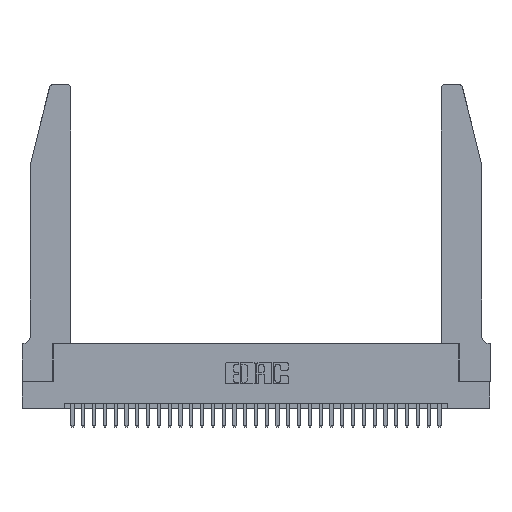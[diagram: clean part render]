
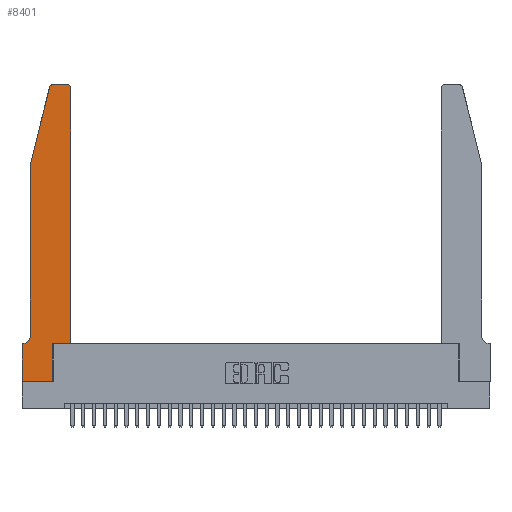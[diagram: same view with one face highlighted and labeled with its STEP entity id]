
A CAD part, top view. The second image highlights one B-rep face of the part: STEP entity #8401.
In plain terms, the highlighted planar face has unit normal (0, 0, 1).
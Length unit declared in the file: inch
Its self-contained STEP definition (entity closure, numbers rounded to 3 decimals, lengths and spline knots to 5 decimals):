
#119 = FACE_OUTER_BOUND ( 'NONE', #27228, .T. ) ;
#380 = VERTEX_POINT ( 'NONE', #5552 ) ;
#1224 = EDGE_CURVE ( 'NONE', #27890, #26234, #31799, .T. ) ;
#1440 = LINE ( 'NONE', #26585, #28037 ) ;
#1661 = ORIENTED_EDGE ( 'NONE', *, *, #6743, .T. ) ;
#2276 = ORIENTED_EDGE ( 'NONE', *, *, #8405, .T. ) ;
#2438 = DIRECTION ( 'NONE',  ( 0., 0., -1. ) ) ;
#3278 = CARTESIAN_POINT ( 'NONE',  ( 0., 0., 0.37 ) ) ;
#3826 = VECTOR ( 'NONE', #5847, 39.37008 ) ;
#4718 = ORIENTED_EDGE ( 'NONE', *, *, #15936, .T. ) ;
#4938 = DIRECTION ( 'NONE',  ( 1., 0., 0. ) ) ;
#5552 = CARTESIAN_POINT ( 'NONE',  ( 0.25487, 2.72718, 0.37 ) ) ;
#5640 = CARTESIAN_POINT ( 'NONE',  ( 0.0755, 0.42, 0.37 ) ) ;
#5847 = DIRECTION ( 'NONE',  ( 0., -1., 0. ) ) ;
#6158 = LINE ( 'NONE', #20366, #13861 ) ;
#6743 = EDGE_CURVE ( 'NONE', #28408, #27932, #1440, .T. ) ;
#7239 = CARTESIAN_POINT ( 'NONE',  ( 0., 0.35, 0.37 ) ) ;
#7643 = DIRECTION ( 'NONE',  ( 0., -1., 0. ) ) ;
#7877 = DIRECTION ( 'NONE',  ( 0., 1., 0. ) ) ;
#8033 = CARTESIAN_POINT ( 'NONE',  ( 0.4205, 2.72, 0.37 ) ) ;
#8194 = CARTESIAN_POINT ( 'NONE',  ( 0.4505, 2.72, 0.37 ) ) ;
#8401 = ADVANCED_FACE ( 'NONE', ( #119 ), #10023, .T. ) ;
#8405 = EDGE_CURVE ( 'NONE', #15544, #27890, #6158, .T. ) ;
#8853 = CIRCLE ( 'NONE', #31999, 0.03 ) ;
#10023 = PLANE ( 'NONE',  #12300 ) ;
#10631 = DIRECTION ( 'NONE',  ( 1., 0., 0. ) ) ;
#10689 = LINE ( 'NONE', #3278, #3826 ) ;
#10763 = CARTESIAN_POINT ( 'NONE',  ( 0., 0., 0.37 ) ) ;
#11056 = AXIS2_PLACEMENT_3D ( 'NONE', #30069, #14735, #32646 ) ;
#11465 = VECTOR ( 'NONE', #7643, 39.37008 ) ;
#11816 = EDGE_CURVE ( 'NONE', #14234, #380, #32038, .T. ) ;
#12300 = AXIS2_PLACEMENT_3D ( 'NONE', #28025, #30580, #15234 ) ;
#12532 = ORIENTED_EDGE ( 'NONE', *, *, #16650, .T. ) ;
#12548 = CARTESIAN_POINT ( 'NONE',  ( 0.2605, 2.75, 0.37 ) ) ;
#12813 = EDGE_CURVE ( 'NONE', #18271, #15544, #10689, .T. ) ;
#12986 = ORIENTED_EDGE ( 'NONE', *, *, #13240, .T. ) ;
#13094 = ORIENTED_EDGE ( 'NONE', *, *, #25965, .T. ) ;
#13240 = EDGE_CURVE ( 'NONE', #13774, #31865, #18305, .T. ) ;
#13774 = VERTEX_POINT ( 'NONE', #26379 ) ;
#13861 = VECTOR ( 'NONE', #4938, 39.37008 ) ;
#14234 = VERTEX_POINT ( 'NONE', #30711 ) ;
#14735 = DIRECTION ( 'NONE',  ( 0., 0., 1. ) ) ;
#14925 = VECTOR ( 'NONE', #28045, 39.37008 ) ;
#15046 = DIRECTION ( 'NONE',  ( 1., 0., 0. ) ) ;
#15234 = DIRECTION ( 'NONE',  ( 1., 0., 0. ) ) ;
#15325 = LINE ( 'NONE', #20299, #28157 ) ;
#15544 = VERTEX_POINT ( 'NONE', #10763 ) ;
#15936 = EDGE_CURVE ( 'NONE', #25056, #14234, #30150, .T. ) ;
#15937 = DIRECTION ( 'NONE',  ( -1., 0., 0. ) ) ;
#16650 = EDGE_CURVE ( 'NONE', #27932, #25056, #8853, .T. ) ;
#17673 = EDGE_CURVE ( 'NONE', #31865, #23922, #30050, .T. ) ;
#17763 = ORIENTED_EDGE ( 'NONE', *, *, #17673, .T. ) ;
#17866 = CARTESIAN_POINT ( 'NONE',  ( 0.0055, 0.42, 0.37 ) ) ;
#18219 = CARTESIAN_POINT ( 'NONE',  ( 0.2865, 0., 0.37 ) ) ;
#18271 = VERTEX_POINT ( 'NONE', #7239 ) ;
#18305 = LINE ( 'NONE', #25667, #11465 ) ;
#18306 = CARTESIAN_POINT ( 'NONE',  ( 0.0055, 0.35, 0.37 ) ) ;
#18954 = DIRECTION ( 'NONE',  ( 0., 1., 0. ) ) ;
#19025 = VECTOR ( 'NONE', #15937, 39.37008 ) ;
#19146 = AXIS2_PLACEMENT_3D ( 'NONE', #17866, #2438, #20443 ) ;
#20119 = ORIENTED_EDGE ( 'NONE', *, *, #22384, .T. ) ;
#20299 = CARTESIAN_POINT ( 'NONE',  ( 0.0755, 2., 0.37 ) ) ;
#20366 = CARTESIAN_POINT ( 'NONE',  ( 0., 0., 0.37 ) ) ;
#20443 = DIRECTION ( 'NONE',  ( -1., 0., 0. ) ) ;
#20866 = CARTESIAN_POINT ( 'NONE',  ( 0.4505, 0.35, 0.37 ) ) ;
#21161 = ORIENTED_EDGE ( 'NONE', *, *, #1224, .T. ) ;
#22384 = EDGE_CURVE ( 'NONE', #380, #13774, #15325, .T. ) ;
#23034 = VECTOR ( 'NONE', #15046, 39.37008 ) ;
#23922 = VERTEX_POINT ( 'NONE', #18306 ) ;
#24666 = LINE ( 'NONE', #30379, #23034 ) ;
#25056 = VERTEX_POINT ( 'NONE', #26996 ) ;
#25057 = LINE ( 'NONE', #31276, #19025 ) ;
#25241 = CARTESIAN_POINT ( 'NONE',  ( 0.2865, 0.35, 0.37 ) ) ;
#25667 = CARTESIAN_POINT ( 'NONE',  ( 0.0755, 2., 0.37 ) ) ;
#25797 = EDGE_CURVE ( 'NONE', #26234, #28408, #24666, .T. ) ;
#25820 = VECTOR ( 'NONE', #7877, 39.37008 ) ;
#25894 = CARTESIAN_POINT ( 'NONE',  ( 0.2865, 0.35, 0.37 ) ) ;
#25965 = EDGE_CURVE ( 'NONE', #23922, #18271, #25057, .T. ) ;
#26037 = DIRECTION ( 'NONE',  ( 0., 0., 1. ) ) ;
#26234 = VERTEX_POINT ( 'NONE', #25241 ) ;
#26379 = CARTESIAN_POINT ( 'NONE',  ( 0.0755, 2., 0.37 ) ) ;
#26585 = CARTESIAN_POINT ( 'NONE',  ( 0.4505, 0.35, 0.37 ) ) ;
#26642 = ORIENTED_EDGE ( 'NONE', *, *, #11816, .T. ) ;
#26996 = CARTESIAN_POINT ( 'NONE',  ( 0.4205, 2.75, 0.37 ) ) ;
#27228 = EDGE_LOOP ( 'NONE', ( #4718, #26642, #20119, #12986, #17763, #13094, #28033, #2276, #21161, #32795, #1661, #12532 ) ) ;
#27890 = VERTEX_POINT ( 'NONE', #18219 ) ;
#27932 = VERTEX_POINT ( 'NONE', #8194 ) ;
#28025 = CARTESIAN_POINT ( 'NONE',  ( 0., 0.35, 0.37 ) ) ;
#28033 = ORIENTED_EDGE ( 'NONE', *, *, #12813, .T. ) ;
#28037 = VECTOR ( 'NONE', #18954, 39.37008 ) ;
#28045 = DIRECTION ( 'NONE',  ( -1., 0., 0. ) ) ;
#28157 = VECTOR ( 'NONE', #30622, 39.37008 ) ;
#28408 = VERTEX_POINT ( 'NONE', #20866 ) ;
#30050 = CIRCLE ( 'NONE', #19146, 0.07 ) ;
#30069 = CARTESIAN_POINT ( 'NONE',  ( 0.284, 2.72, 0.37 ) ) ;
#30150 = LINE ( 'NONE', #12548, #14925 ) ;
#30379 = CARTESIAN_POINT ( 'NONE',  ( 0.4505, 0.35, 0.37 ) ) ;
#30580 = DIRECTION ( 'NONE',  ( 0., 0., 1. ) ) ;
#30622 = DIRECTION ( 'NONE',  ( -0.239, -0.971, 0. ) ) ;
#30711 = CARTESIAN_POINT ( 'NONE',  ( 0.284, 2.75, 0.37 ) ) ;
#31276 = CARTESIAN_POINT ( 'NONE',  ( 0.0755, 0.35, 0.37 ) ) ;
#31799 = LINE ( 'NONE', #25894, #25820 ) ;
#31865 = VERTEX_POINT ( 'NONE', #5640 ) ;
#31999 = AXIS2_PLACEMENT_3D ( 'NONE', #8033, #26037, #10631 ) ;
#32038 = CIRCLE ( 'NONE', #11056, 0.03 ) ;
#32646 = DIRECTION ( 'NONE',  ( 1., 0., 0. ) ) ;
#32795 = ORIENTED_EDGE ( 'NONE', *, *, #25797, .T. ) ;
